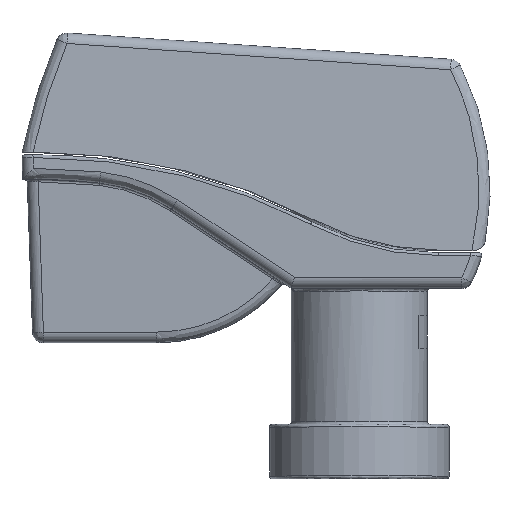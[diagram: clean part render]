
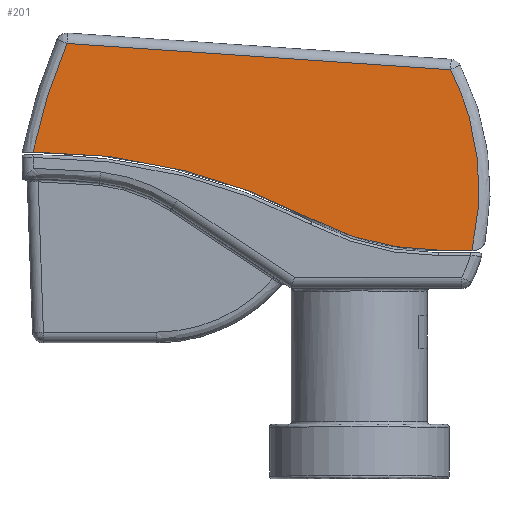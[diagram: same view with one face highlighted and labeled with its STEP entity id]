
A CAD part, top view. The second image highlights one B-rep face of the part: STEP entity #201.
In plain terms, the highlighted planar face has unit normal (-0.002, -0.035, -0.999).
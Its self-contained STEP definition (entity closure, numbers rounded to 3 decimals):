
#54 = CARTESIAN_POINT ( 'NONE',  ( 18.06, 37.607, 21.653 ) ) ;
#75 = CARTESIAN_POINT ( 'NONE',  ( 14.524, 7., 22.728 ) ) ;
#201 = ADVANCED_FACE ( 'NONE', ( #563 ), #6576, .F. ) ;
#316 = ORIENTED_EDGE ( 'NONE', *, *, #851, .F. ) ;
#563 = FACE_OUTER_BOUND ( 'NONE', #3388, .T. ) ;
#613 = CARTESIAN_POINT ( 'NONE',  ( 21.357, 9.713, 22.617 ) ) ;
#707 = CARTESIAN_POINT ( 'NONE',  ( -59.962, 25.029, 22.277 ) ) ;
#851 = EDGE_CURVE ( 'NONE', #2889, #6644, #3987, .T. ) ;
#946 = EDGE_CURVE ( 'NONE', #1024, #1649, #7475, .T. ) ;
#1024 = VERTEX_POINT ( 'NONE', #1776 ) ;
#1128 = DIRECTION ( 'NONE',  ( 1., 0., -0.002 ) ) ;
#1280 = EDGE_CURVE ( 'NONE', #6644, #6943, #2866, .T. ) ;
#1424 = EDGE_CURVE ( 'NONE', #2889, #1649, #2014, .T. ) ;
#1616 = ORIENTED_EDGE ( 'NONE', *, *, #946, .F. ) ;
#1649 = VERTEX_POINT ( 'NONE', #2310 ) ;
#1721 = CARTESIAN_POINT ( 'NONE',  ( -55., 47., 21.5 ) ) ;
#1775 = CARTESIAN_POINT ( 'NONE',  ( 14.524, 7., 22.728 ) ) ;
#1776 = CARTESIAN_POINT ( 'NONE',  ( 20.703, 7., 22.713 ) ) ;
#1932 = ORIENTED_EDGE ( 'NONE', *, *, #1424, .T. ) ;
#2014 = LINE ( 'NONE', #3108, #2353 ) ;
#2094 = CARTESIAN_POINT ( 'NONE',  ( -41.97, 25.124, 22.231 ) ) ;
#2294 = DIRECTION ( 'NONE',  ( 0., -0.999, 0.035 ) ) ;
#2303 = CARTESIAN_POINT ( 'NONE',  ( -1.359, 8.909, 22.699 ) ) ;
#2310 = CARTESIAN_POINT ( 'NONE',  ( 16.756, 40.151, 21.567 ) ) ;
#2346 = CARTESIAN_POINT ( 'NONE',  ( 22.126, 18.12, 22.322 ) ) ;
#2353 = VECTOR ( 'NONE', #7153, 1000. ) ;
#2665 = CARTESIAN_POINT ( 'NONE',  ( -8.51, 12.62, 22.587 ) ) ;
#2713 = CARTESIAN_POINT ( 'NONE',  ( -56.455, 38.556, 21.798 ) ) ;
#2866 =( BOUNDED_CURVE ( )  B_SPLINE_CURVE ( 3, ( #5709, #2094, #6160, #2665 ),
 .UNSPECIFIED., .F., .F. ) 
 B_SPLINE_CURVE_WITH_KNOTS ( ( 4, 4 ),
 ( 6.21, 6.693 ),
 .UNSPECIFIED. ) 
 CURVE ( )  GEOMETRIC_REPRESENTATION_ITEM ( )  RATIONAL_B_SPLINE_CURVE ( ( 1., 0.981, 0.981, 1. ) ) 
 REPRESENTATION_ITEM ( '' )  );
#2889 = VERTEX_POINT ( 'NONE', #6387 ) ;
#2932 = CARTESIAN_POINT ( 'NONE',  ( 21.384, 26.667, 22.026 ) ) ;
#3108 = CARTESIAN_POINT ( 'NONE',  ( -55.132, 45.074, 21.567 ) ) ;
#3208 = LINE ( 'NONE', #4014, #7034 ) ;
#3316 = CARTESIAN_POINT ( 'NONE',  ( -53.722, 44.978, 21.567 ) ) ;
#3335 = ORIENTED_EDGE ( 'NONE', *, *, #1280, .F. ) ;
#3388 = EDGE_LOOP ( 'NONE', ( #3335, #316, #1932, #1616, #5588, #7021 ) ) ;
#3521 = CARTESIAN_POINT ( 'NONE',  ( 19.136, 34.946, 21.743 ) ) ;
#3987 =( BOUNDED_CURVE ( )  B_SPLINE_CURVE ( 3, ( #3316, #2713, #6795, #7362 ),
 .UNSPECIFIED., .F., .F. ) 
 B_SPLINE_CURVE_WITH_KNOTS ( ( 4, 4 ),
 ( 0., 1. ),
 .UNSPECIFIED. ) 
 CURVE ( )  GEOMETRIC_REPRESENTATION_ITEM ( )  RATIONAL_B_SPLINE_CURVE ( ( 1., 1., 1., 1. ) ) 
 REPRESENTATION_ITEM ( '' )  );
#4014 = CARTESIAN_POINT ( 'NONE',  ( 14.524, 7., 22.728 ) ) ;
#4093 = CARTESIAN_POINT ( 'NONE',  ( 16.756, 40.151, 21.567 ) ) ;
#4194 =( BOUNDED_CURVE ( )  B_SPLINE_CURVE ( 3, ( #6956, #2303, #5253, #1775 ),
 .UNSPECIFIED., .F., .T. ) 
 B_SPLINE_CURVE_WITH_KNOTS ( ( 4, 4 ),
 ( 2.731, 3.21 ),
 .UNSPECIFIED. ) 
 CURVE ( )  GEOMETRIC_REPRESENTATION_ITEM ( )  RATIONAL_B_SPLINE_CURVE ( ( 1., 0.981, 0.981, 1. ) ) 
 REPRESENTATION_ITEM ( '' )  );
#5036 = EDGE_CURVE ( 'NONE', #5508, #1024, #3208, .T. ) ;
#5253 = CARTESIAN_POINT ( 'NONE',  ( 6.468, 7., 22.747 ) ) ;
#5508 = VERTEX_POINT ( 'NONE', #75 ) ;
#5588 = ORIENTED_EDGE ( 'NONE', *, *, #5036, .F. ) ;
#5709 = CARTESIAN_POINT ( 'NONE',  ( -59.962, 25.029, 22.277 ) ) ;
#5771 = DIRECTION ( 'NONE',  ( 0.002, 0.035, 0.999 ) ) ;
#5827 = CARTESIAN_POINT ( 'NONE',  ( 20.703, 7., 22.713 ) ) ;
#5896 = EDGE_CURVE ( 'NONE', #6943, #5508, #4194, .T. ) ;
#6160 = CARTESIAN_POINT ( 'NONE',  ( -24.48, 20.905, 22.336 ) ) ;
#6387 = CARTESIAN_POINT ( 'NONE',  ( -53.722, 44.978, 21.567 ) ) ;
#6391 = CARTESIAN_POINT ( 'NONE',  ( 21.774, 12.482, 22.519 ) ) ;
#6413 = CARTESIAN_POINT ( 'NONE',  ( 22.048, 20.989, 22.222 ) ) ;
#6576 = PLANE ( 'NONE',  #7333 ) ;
#6644 = VERTEX_POINT ( 'NONE', #707 ) ;
#6795 = CARTESIAN_POINT ( 'NONE',  ( -58.548, 31.864, 22.036 ) ) ;
#6943 = VERTEX_POINT ( 'NONE', #7520 ) ;
#6956 = CARTESIAN_POINT ( 'NONE',  ( -8.51, 12.62, 22.587 ) ) ;
#6996 = CARTESIAN_POINT ( 'NONE',  ( 20.798, 29.476, 21.93 ) ) ;
#7021 = ORIENTED_EDGE ( 'NONE', *, *, #5896, .F. ) ;
#7034 = VECTOR ( 'NONE', #1128, 1000. ) ;
#7153 = DIRECTION ( 'NONE',  ( 0.998, -0.068, 0. ) ) ;
#7333 = AXIS2_PLACEMENT_3D ( 'NONE', #1721, #5771, #2294 ) ;
#7362 = CARTESIAN_POINT ( 'NONE',  ( -59.962, 25.029, 22.277 ) ) ;
#7475 = B_SPLINE_CURVE_WITH_KNOTS ( 'NONE', 3,
 ( #5827, #613, #6391, #2346, #6413, #2932, #6996, #3521, #54, #4093 ),
 .UNSPECIFIED., .F., .F.,
 ( 4, 2, 2, 2, 4 ),
 ( 0., 0.246, 0.497, 0.749, 1. ),
 .UNSPECIFIED. ) ;
#7520 = CARTESIAN_POINT ( 'NONE',  ( -8.51, 12.62, 22.587 ) ) ;
